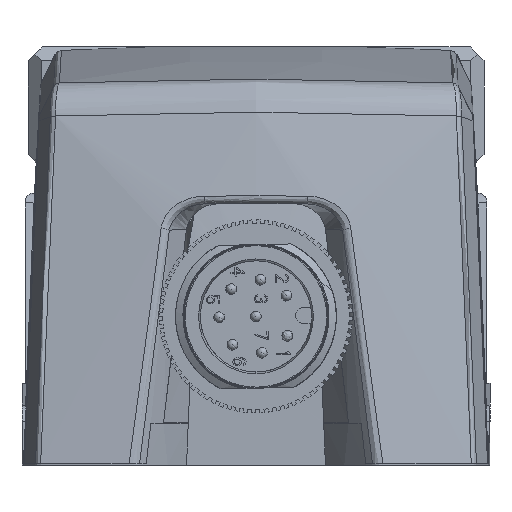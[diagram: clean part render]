
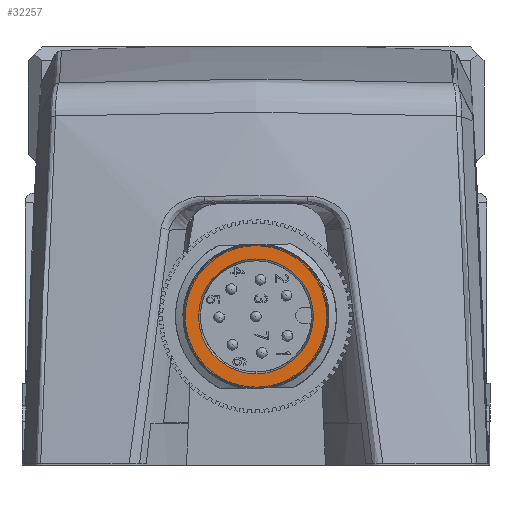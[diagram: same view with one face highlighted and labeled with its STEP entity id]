
A CAD part, front view. The second image highlights one B-rep face of the part: STEP entity #32257.
In plain terms, the highlighted planar face has unit normal (0, -1, 0).
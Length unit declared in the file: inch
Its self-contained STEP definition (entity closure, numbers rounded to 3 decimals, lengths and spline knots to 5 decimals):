
#1304 = DIRECTION ( 'NONE',  ( 0., -1., 0. ) ) ;
#2344 = EDGE_LOOP ( 'NONE', ( #8417 ) ) ;
#5588 = AXIS2_PLACEMENT_3D ( 'NONE', #18464, #14051, #10835 ) ;
#5922 = CARTESIAN_POINT ( 'NONE',  ( -0.21079, -7.71937, -0.17709 ) ) ;
#6643 = CARTESIAN_POINT ( 'NONE',  ( -0.00016, -7.71937, -0.17709 ) ) ;
#8417 = ORIENTED_EDGE ( 'NONE', *, *, #20117, .F. ) ;
#9215 = AXIS2_PLACEMENT_3D ( 'NONE', #6643, #21677, #11305 ) ;
#10835 = DIRECTION ( 'NONE',  ( 0., 0., -1. ) ) ;
#11305 = DIRECTION ( 'NONE',  ( -1., 0., 0. ) ) ;
#14051 = DIRECTION ( 'NONE',  ( 0., 1., 0. ) ) ;
#17510 = VERTEX_POINT ( 'NONE', #36457 ) ;
#18464 = CARTESIAN_POINT ( 'NONE',  ( -0.00016, -7.71937, -0.17709 ) ) ;
#20117 = EDGE_CURVE ( 'NONE', #39673, #39673, #34358, .T. ) ;
#21677 = DIRECTION ( 'NONE',  ( 0., 1., 0. ) ) ;
#23963 = DIRECTION ( 'NONE',  ( 1., 0., 0. ) ) ;
#25228 = EDGE_LOOP ( 'NONE', ( #37368 ) ) ;
#29950 = CIRCLE ( 'NONE', #5588, 0.16866 ) ;
#31343 = FACE_BOUND ( 'NONE', #25228, .T. ) ;
#32257 = ADVANCED_FACE ( 'NONE', ( #31343, #46863 ), #35769, .T. ) ;
#34358 = CIRCLE ( 'NONE', #9215, 0.21063 ) ;
#35284 = CARTESIAN_POINT ( 'NONE',  ( -0.00016, -7.71937, -0.17709 ) ) ;
#35769 = PLANE ( 'NONE',  #40933 ) ;
#36457 = CARTESIAN_POINT ( 'NONE',  ( -0.00016, -7.71937, -0.34575 ) ) ;
#37368 = ORIENTED_EDGE ( 'NONE', *, *, #41685, .T. ) ;
#39673 = VERTEX_POINT ( 'NONE', #5922 ) ;
#40933 = AXIS2_PLACEMENT_3D ( 'NONE', #35284, #1304, #23963 ) ;
#41685 = EDGE_CURVE ( 'NONE', #17510, #17510, #29950, .T. ) ;
#46863 = FACE_OUTER_BOUND ( 'NONE', #2344, .T. ) ;
